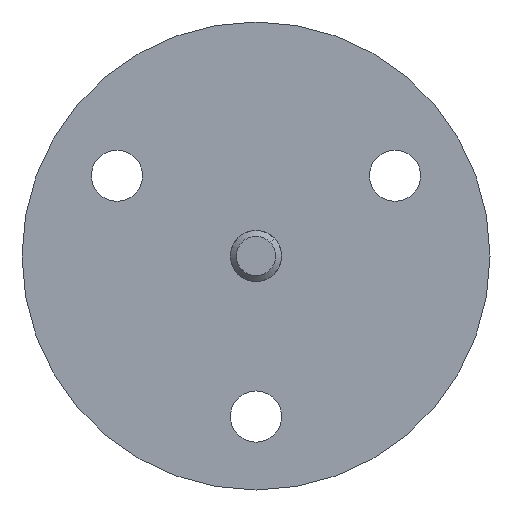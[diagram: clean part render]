
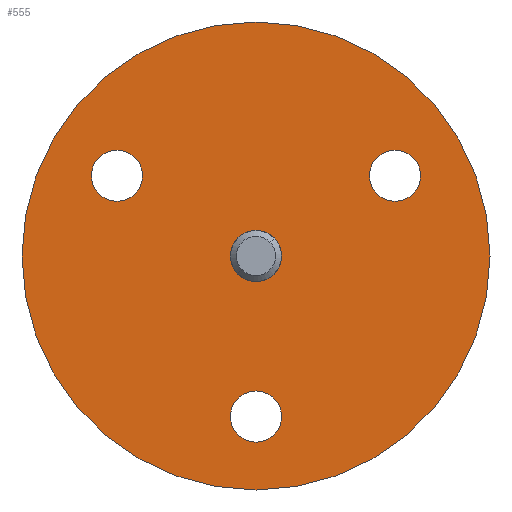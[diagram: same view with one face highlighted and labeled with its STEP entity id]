
A CAD part, front view. The second image highlights one B-rep face of the part: STEP entity #555.
In plain terms, the highlighted planar face has unit normal (0, -1, 0).
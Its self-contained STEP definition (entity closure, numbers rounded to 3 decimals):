
#82 = EDGE_CURVE ( 'NONE', #89, #91, #836, .T. ) ;
#89 = VERTEX_POINT ( 'NONE', #825 ) ;
#91 = VERTEX_POINT ( 'NONE', #831 ) ;
#109 = VERTEX_POINT ( 'NONE', #737 ) ;
#111 = EDGE_CURVE ( 'NONE', #113, #109, #821, .T. ) ;
#113 = VERTEX_POINT ( 'NONE', #803 ) ;
#375 = VERTEX_POINT ( 'NONE', #1522 ) ;
#393 = EDGE_CURVE ( 'NONE', #375, #400, #1568, .T. ) ;
#400 = VERTEX_POINT ( 'NONE', #1776 ) ;
#475 = VERTEX_POINT ( 'NONE', #1670 ) ;
#479 = EDGE_CURVE ( 'NONE', #510, #475, #1675, .T. ) ;
#507 = VERTEX_POINT ( 'NONE', #1740 ) ;
#510 = VERTEX_POINT ( 'NONE', #1736 ) ;
#511 = VERTEX_POINT ( 'NONE', #1720 ) ;
#513 = EDGE_CURVE ( 'NONE', #507, #511, #1130, .T. ) ;
#547 = ORIENTED_EDGE ( 'NONE', *, *, #479, .F. ) ;
#550 = ORIENTED_EDGE ( 'NONE', *, *, #82, .F. ) ;
#551 = ORIENTED_EDGE ( 'NONE', *, *, #663, .F. ) ;
#555 = ADVANCED_FACE ( 'NONE', ( #1926, #2013, #1987, #1924, #1917 ), #1923, .T. ) ;
#584 = EDGE_LOOP ( 'NONE', ( #551, #547 ) ) ;
#585 = EDGE_LOOP ( 'NONE', ( #589, #613 ) ) ;
#586 = EDGE_LOOP ( 'NONE', ( #615, #550 ) ) ;
#588 = EDGE_LOOP ( 'NONE', ( #678, #616 ) ) ;
#589 = ORIENTED_EDGE ( 'NONE', *, *, #612, .F. ) ;
#590 = ORIENTED_EDGE ( 'NONE', *, *, #111, .F. ) ;
#612 = EDGE_CURVE ( 'NONE', #400, #375, #1972, .T. ) ;
#613 = ORIENTED_EDGE ( 'NONE', *, *, #393, .F. ) ;
#614 = EDGE_CURVE ( 'NONE', #91, #89, #1979, .T. ) ;
#615 = ORIENTED_EDGE ( 'NONE', *, *, #614, .F. ) ;
#616 = ORIENTED_EDGE ( 'NONE', *, *, #677, .T. ) ;
#648 = ORIENTED_EDGE ( 'NONE', *, *, #684, .F. ) ;
#661 = EDGE_LOOP ( 'NONE', ( #648, #590 ) ) ;
#663 = EDGE_CURVE ( 'NONE', #475, #510, #2301, .T. ) ;
#677 = EDGE_CURVE ( 'NONE', #511, #507, #2224, .T. ) ;
#678 = ORIENTED_EDGE ( 'NONE', *, *, #513, .T. ) ;
#684 = EDGE_CURVE ( 'NONE', #109, #113, #2230, .T. ) ;
#725 = DIRECTION ( 'NONE',  ( 0., 0., -1. ) ) ;
#726 = DIRECTION ( 'NONE',  ( 0., -1., 0. ) ) ;
#727 = AXIS2_PLACEMENT_3D ( 'NONE', #802, #726, #725 ) ;
#737 = CARTESIAN_POINT ( 'NONE',  ( 6.885, 0., 3.975 ) ) ;
#802 = CARTESIAN_POINT ( 'NONE',  ( 5.939, 0., 3.429 ) ) ;
#803 = CARTESIAN_POINT ( 'NONE',  ( 4.993, 0., 2.883 ) ) ;
#821 = CIRCLE ( 'NONE', #727, 1.092 ) ;
#825 = CARTESIAN_POINT ( 'NONE',  ( 0., 0., -5.766 ) ) ;
#831 = CARTESIAN_POINT ( 'NONE',  ( 0., 0., -7.95 ) ) ;
#833 = DIRECTION ( 'NONE',  ( 0., 0., -1. ) ) ;
#834 = DIRECTION ( 'NONE',  ( 0., -1., 0. ) ) ;
#835 = AXIS2_PLACEMENT_3D ( 'NONE', #837, #834, #833 ) ;
#836 = CIRCLE ( 'NONE', #835, 1.092 ) ;
#837 = CARTESIAN_POINT ( 'NONE',  ( 0., 0., -6.858 ) ) ;
#1130 = CIRCLE ( 'NONE', #1255, 9.995 ) ;
#1222 = DIRECTION ( 'NONE',  ( 0., 0., -1. ) ) ;
#1230 = CARTESIAN_POINT ( 'NONE',  ( 0., 0., 0. ) ) ;
#1242 = DIRECTION ( 'NONE',  ( 0., -1., 0. ) ) ;
#1255 = AXIS2_PLACEMENT_3D ( 'NONE', #1230, #1242, #1222 ) ;
#1508 = AXIS2_PLACEMENT_3D ( 'NONE', #1571, #1561, #1560 ) ;
#1522 = CARTESIAN_POINT ( 'NONE',  ( -4.993, 0., 2.883 ) ) ;
#1560 = DIRECTION ( 'NONE',  ( 0., 0., -1. ) ) ;
#1561 = DIRECTION ( 'NONE',  ( 0., -1., 0. ) ) ;
#1568 = CIRCLE ( 'NONE', #1508, 1.092 ) ;
#1571 = CARTESIAN_POINT ( 'NONE',  ( -5.939, 0., 3.429 ) ) ;
#1657 = CARTESIAN_POINT ( 'NONE',  ( 0., 0., 0. ) ) ;
#1664 = AXIS2_PLACEMENT_3D ( 'NONE', #1657, #1677, #1714 ) ;
#1670 = CARTESIAN_POINT ( 'NONE',  ( 0., 0., -1.092 ) ) ;
#1675 = CIRCLE ( 'NONE', #1664, 1.092 ) ;
#1677 = DIRECTION ( 'NONE',  ( 0., -1., 0. ) ) ;
#1714 = DIRECTION ( 'NONE',  ( 0., 0., -1. ) ) ;
#1720 = CARTESIAN_POINT ( 'NONE',  ( 0., 0., 9.995 ) ) ;
#1736 = CARTESIAN_POINT ( 'NONE',  ( 0., 0., 1.092 ) ) ;
#1740 = CARTESIAN_POINT ( 'NONE',  ( 0., 0., -9.995 ) ) ;
#1776 = CARTESIAN_POINT ( 'NONE',  ( -6.885, 0., 3.975 ) ) ;
#1917 = FACE_BOUND ( 'NONE', #584, .T. ) ;
#1923 = PLANE ( 'NONE',  #1994 ) ;
#1924 = FACE_OUTER_BOUND ( 'NONE', #588, .T. ) ;
#1926 = FACE_BOUND ( 'NONE', #661, .T. ) ;
#1942 = CARTESIAN_POINT ( 'NONE',  ( 1.092, 0., 0. ) ) ;
#1960 = DIRECTION ( 'NONE',  ( 0., 0., -1. ) ) ;
#1961 = DIRECTION ( 'NONE',  ( 0., -1., 0. ) ) ;
#1962 = AXIS2_PLACEMENT_3D ( 'NONE', #2032, #1961, #1960 ) ;
#1968 = DIRECTION ( 'NONE',  ( 0., 0., -1. ) ) ;
#1969 = DIRECTION ( 'NONE',  ( 0., -1., 0. ) ) ;
#1970 = CARTESIAN_POINT ( 'NONE',  ( -5.939, 0., 3.429 ) ) ;
#1971 = AXIS2_PLACEMENT_3D ( 'NONE', #1970, #1969, #1968 ) ;
#1972 = CIRCLE ( 'NONE', #1971, 1.092 ) ;
#1979 = CIRCLE ( 'NONE', #1962, 1.092 ) ;
#1987 = FACE_BOUND ( 'NONE', #586, .T. ) ;
#1989 = DIRECTION ( 'NONE',  ( 0., 0., -1. ) ) ;
#1990 = DIRECTION ( 'NONE',  ( 0., -1., 0. ) ) ;
#1994 = AXIS2_PLACEMENT_3D ( 'NONE', #1942, #1990, #1989 ) ;
#2013 = FACE_BOUND ( 'NONE', #585, .T. ) ;
#2032 = CARTESIAN_POINT ( 'NONE',  ( 0., 0., -6.858 ) ) ;
#2203 = DIRECTION ( 'NONE',  ( 0., 0., -1. ) ) ;
#2204 = DIRECTION ( 'NONE',  ( 0., -1., 0. ) ) ;
#2214 = DIRECTION ( 'NONE',  ( 0., 0., -1. ) ) ;
#2215 = DIRECTION ( 'NONE',  ( 0., -1., 0. ) ) ;
#2216 = AXIS2_PLACEMENT_3D ( 'NONE', #2229, #2215, #2214 ) ;
#2220 = DIRECTION ( 'NONE',  ( 0., 0., -1. ) ) ;
#2221 = DIRECTION ( 'NONE',  ( 0., -1., 0. ) ) ;
#2222 = CARTESIAN_POINT ( 'NONE',  ( 0., 0., 0. ) ) ;
#2223 = AXIS2_PLACEMENT_3D ( 'NONE', #2222, #2221, #2220 ) ;
#2224 = CIRCLE ( 'NONE', #2223, 9.995 ) ;
#2229 = CARTESIAN_POINT ( 'NONE',  ( 5.939, 0., 3.429 ) ) ;
#2230 = CIRCLE ( 'NONE', #2216, 1.092 ) ;
#2263 = AXIS2_PLACEMENT_3D ( 'NONE', #2309, #2204, #2203 ) ;
#2301 = CIRCLE ( 'NONE', #2263, 1.092 ) ;
#2309 = CARTESIAN_POINT ( 'NONE',  ( 0., 0., 0. ) ) ;
